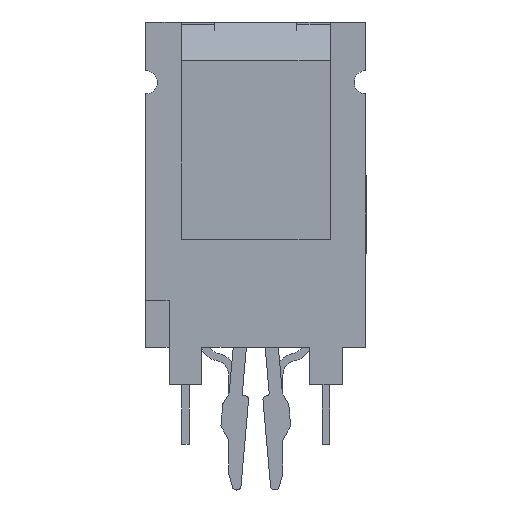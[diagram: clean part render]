
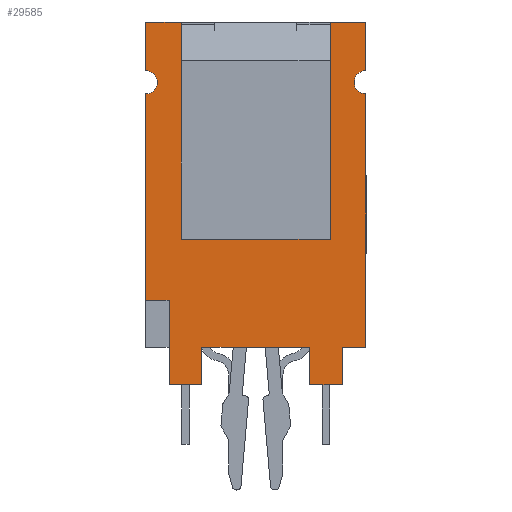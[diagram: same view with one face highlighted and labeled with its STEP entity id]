
A CAD part, left-side view. The second image highlights one B-rep face of the part: STEP entity #29585.
In plain terms, the highlighted planar face has unit normal (-1, 0, 0).
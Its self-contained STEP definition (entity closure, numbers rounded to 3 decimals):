
#13=DIRECTION('',(0.,1.,0.));
#14=VECTOR('',#13,1.);
#15=CARTESIAN_POINT('',(-36.94,3.7,-11.87));
#16=LINE('',#15,#14);
#17=DIRECTION('',(0.,0.,1.));
#18=VECTOR('',#17,8.8);
#19=CARTESIAN_POINT('',(-36.94,4.7,-11.87));
#20=LINE('',#19,#18);
#21=CARTESIAN_POINT('',(-36.94,4.7,-2.57));
#22=DIRECTION('',(-1.,0.,0.));
#23=DIRECTION('',(0.,0.,-1.));
#24=AXIS2_PLACEMENT_3D('',#21,#22,#23);
#26=DIRECTION('',(0.,0.,1.));
#27=VECTOR('',#26,2.07);
#28=CARTESIAN_POINT('',(-36.94,4.7,-2.07));
#29=LINE('',#28,#27);
#30=DIRECTION('',(0.,-1.,0.));
#31=VECTOR('',#30,1.525);
#32=CARTESIAN_POINT('',(-36.94,4.7,0.));
#33=LINE('',#32,#31);
#34=DIRECTION('',(0.,0.,-1.));
#35=VECTOR('',#34,1.24);
#36=CARTESIAN_POINT('',(-36.94,3.175,0.));
#37=LINE('',#36,#35);
#38=DIRECTION('',(0.,0.,-1.));
#39=VECTOR('',#38,8.03);
#40=CARTESIAN_POINT('',(-36.94,3.175,-1.24));
#41=LINE('',#40,#39);
#42=DIRECTION('',(0.,-1.,0.));
#43=VECTOR('',#42,6.35);
#44=CARTESIAN_POINT('',(-36.94,3.175,-9.27));
#45=LINE('',#44,#43);
#46=DIRECTION('',(0.,0.,1.));
#47=VECTOR('',#46,8.03);
#48=CARTESIAN_POINT('',(-36.94,-3.175,-9.27));
#49=LINE('',#48,#47);
#50=DIRECTION('',(0.,0.,1.));
#51=VECTOR('',#50,1.24);
#52=CARTESIAN_POINT('',(-36.94,-3.175,-1.24));
#53=LINE('',#52,#51);
#54=DIRECTION('',(0.,-1.,0.));
#55=VECTOR('',#54,1.525);
#56=CARTESIAN_POINT('',(-36.94,-3.175,0.));
#57=LINE('',#56,#55);
#58=DIRECTION('',(0.,0.,-1.));
#59=VECTOR('',#58,2.07);
#60=CARTESIAN_POINT('',(-36.94,-4.7,0.));
#61=LINE('',#60,#59);
#62=CARTESIAN_POINT('',(-36.94,-4.7,-2.57));
#63=DIRECTION('',(-1.,0.,0.));
#64=DIRECTION('',(0.,0.,1.));
#65=AXIS2_PLACEMENT_3D('',#62,#63,#64);
#67=DIRECTION('',(0.,0.,-1.));
#68=VECTOR('',#67,10.8);
#69=CARTESIAN_POINT('',(-36.94,-4.7,-3.07));
#70=LINE('',#69,#68);
#71=DIRECTION('',(0.,1.,0.));
#72=VECTOR('',#71,1.);
#73=CARTESIAN_POINT('',(-36.94,-4.7,-13.87));
#74=LINE('',#73,#72);
#75=DIRECTION('',(0.,0.,1.));
#76=VECTOR('',#75,1.6);
#77=CARTESIAN_POINT('',(-36.94,-3.7,-15.47));
#78=LINE('',#77,#76);
#79=DIRECTION('',(0.,1.,0.));
#80=VECTOR('',#79,4.6);
#81=CARTESIAN_POINT('',(-36.94,-2.3,-13.87));
#82=LINE('',#81,#80);
#83=DIRECTION('',(0.,0.,1.));
#84=VECTOR('',#83,1.6);
#85=CARTESIAN_POINT('',(-36.94,2.3,-15.47));
#86=LINE('',#85,#84);
#107=DIRECTION('',(0.,0.,-1.));
#108=VECTOR('',#107,3.6);
#109=CARTESIAN_POINT('',(-36.94,3.7,-11.87));
#110=LINE('',#109,#108);
#21368=DIRECTION('',(0.,1.,0.));
#21369=VECTOR('',#21368,1.4);
#21370=CARTESIAN_POINT('',(-36.94,-3.7,-15.47));
#21371=LINE('',#21370,#21369);
#21388=DIRECTION('',(0.,1.,0.));
#21389=VECTOR('',#21388,1.4);
#21390=CARTESIAN_POINT('',(-36.94,2.3,-15.47));
#21391=LINE('',#21390,#21389);
#21440=DIRECTION('',(0.,0.,1.));
#21441=VECTOR('',#21440,1.6);
#21442=CARTESIAN_POINT('',(-36.94,-2.3,-15.47));
#21443=LINE('',#21442,#21441);
#22523=CARTESIAN_POINT('',(-36.94,-4.7,-3.07));
#22524=CARTESIAN_POINT('',(-36.94,-4.7,-13.87));
#22525=VERTEX_POINT('',#22523);
#22526=VERTEX_POINT('',#22524);
#22531=CARTESIAN_POINT('',(-36.94,4.7,-3.07));
#22532=CARTESIAN_POINT('',(-36.94,4.7,-2.07));
#22533=VERTEX_POINT('',#22531);
#22534=VERTEX_POINT('',#22532);
#22535=CARTESIAN_POINT('',(-36.94,4.7,0.));
#22536=VERTEX_POINT('',#22535);
#22537=CARTESIAN_POINT('',(-36.94,-4.7,0.));
#22538=CARTESIAN_POINT('',(-36.94,-4.7,-2.07));
#22539=VERTEX_POINT('',#22537);
#22540=VERTEX_POINT('',#22538);
#22653=CARTESIAN_POINT('',(-36.94,3.175,-9.27));
#22654=CARTESIAN_POINT('',(-36.94,-3.175,-9.27));
#22655=VERTEX_POINT('',#22653);
#22656=VERTEX_POINT('',#22654);
#22663=CARTESIAN_POINT('',(-36.94,-3.7,-15.47));
#22664=CARTESIAN_POINT('',(-36.94,-2.3,-15.47));
#22665=VERTEX_POINT('',#22663);
#22666=VERTEX_POINT('',#22664);
#22671=CARTESIAN_POINT('',(-36.94,3.7,-15.47));
#22673=VERTEX_POINT('',#22671);
#22677=CARTESIAN_POINT('',(-36.94,2.3,-15.47));
#22678=VERTEX_POINT('',#22677);
#22695=CARTESIAN_POINT('',(-36.94,-2.3,-13.87));
#22697=VERTEX_POINT('',#22695);
#22701=CARTESIAN_POINT('',(-36.94,-3.7,-13.87));
#22702=VERTEX_POINT('',#22701);
#22707=CARTESIAN_POINT('',(-36.94,2.3,-13.87));
#22708=VERTEX_POINT('',#22707);
#29192=CARTESIAN_POINT('',(-36.94,-3.175,-1.24));
#29194=VERTEX_POINT('',#29192);
#29198=CARTESIAN_POINT('',(-36.94,-3.175,0.));
#29199=VERTEX_POINT('',#29198);
#29200=CARTESIAN_POINT('',(-36.94,3.175,0.));
#29201=VERTEX_POINT('',#29200);
#29332=CARTESIAN_POINT('',(-36.94,3.175,-1.24));
#29333=VERTEX_POINT('',#29332);
#29334=CARTESIAN_POINT('',(-36.94,3.7,-11.87));
#29335=CARTESIAN_POINT('',(-36.94,4.7,-11.87));
#29336=VERTEX_POINT('',#29334);
#29337=VERTEX_POINT('',#29335);
#29534=CARTESIAN_POINT('',(-36.94,0.,0.));
#29535=DIRECTION('',(1.,0.,0.));
#29536=DIRECTION('',(0.,0.,-1.));
#29537=AXIS2_PLACEMENT_3D('',#29534,#29535,#29536);
#29538=PLANE('',#29537);
#29540=ORIENTED_EDGE('',*,*,#29539,.T.);
#29542=ORIENTED_EDGE('',*,*,#29541,.T.);
#29544=ORIENTED_EDGE('',*,*,#29543,.T.);
#29546=ORIENTED_EDGE('',*,*,#29545,.T.);
#29548=ORIENTED_EDGE('',*,*,#29547,.T.);
#29550=ORIENTED_EDGE('',*,*,#29549,.T.);
#29552=ORIENTED_EDGE('',*,*,#29551,.T.);
#29554=ORIENTED_EDGE('',*,*,#29553,.T.);
#29556=ORIENTED_EDGE('',*,*,#29555,.T.);
#29558=ORIENTED_EDGE('',*,*,#29557,.T.);
#29560=ORIENTED_EDGE('',*,*,#29559,.T.);
#29562=ORIENTED_EDGE('',*,*,#29561,.T.);
#29564=ORIENTED_EDGE('',*,*,#29563,.T.);
#29566=ORIENTED_EDGE('',*,*,#29565,.T.);
#29568=ORIENTED_EDGE('',*,*,#29567,.T.);
#29570=ORIENTED_EDGE('',*,*,#29569,.F.);
#29572=ORIENTED_EDGE('',*,*,#29571,.T.);
#29574=ORIENTED_EDGE('',*,*,#29573,.T.);
#29576=ORIENTED_EDGE('',*,*,#29575,.T.);
#29578=ORIENTED_EDGE('',*,*,#29577,.F.);
#29580=ORIENTED_EDGE('',*,*,#29579,.T.);
#29582=ORIENTED_EDGE('',*,*,#29581,.F.);
#29583=EDGE_LOOP('',(#29540,#29542,#29544,#29546,#29548,#29550,#29552,#29554,
#29556,#29558,#29560,#29562,#29564,#29566,#29568,#29570,#29572,#29574,#29576,
#29578,#29580,#29582));
#29584=FACE_OUTER_BOUND('',#29583,.F.);
#25=CIRCLE('',#24,0.5);
#66=CIRCLE('',#65,0.5);
#29539=EDGE_CURVE('',#29336,#29337,#16,.T.);
#29541=EDGE_CURVE('',#29337,#22533,#20,.T.);
#29543=EDGE_CURVE('',#22533,#22534,#25,.T.);
#29545=EDGE_CURVE('',#22534,#22536,#29,.T.);
#29547=EDGE_CURVE('',#22536,#29201,#33,.T.);
#29549=EDGE_CURVE('',#29201,#29333,#37,.T.);
#29551=EDGE_CURVE('',#29333,#22655,#41,.T.);
#29553=EDGE_CURVE('',#22655,#22656,#45,.T.);
#29555=EDGE_CURVE('',#22656,#29194,#49,.T.);
#29557=EDGE_CURVE('',#29194,#29199,#53,.T.);
#29559=EDGE_CURVE('',#29199,#22539,#57,.T.);
#29561=EDGE_CURVE('',#22539,#22540,#61,.T.);
#29563=EDGE_CURVE('',#22540,#22525,#66,.T.);
#29565=EDGE_CURVE('',#22525,#22526,#70,.T.);
#29567=EDGE_CURVE('',#22526,#22702,#74,.T.);
#29569=EDGE_CURVE('',#22665,#22702,#78,.T.);
#29571=EDGE_CURVE('',#22665,#22666,#21371,.T.);
#29573=EDGE_CURVE('',#22666,#22697,#21443,.T.);
#29575=EDGE_CURVE('',#22697,#22708,#82,.T.);
#29577=EDGE_CURVE('',#22678,#22708,#86,.T.);
#29579=EDGE_CURVE('',#22678,#22673,#21391,.T.);
#29581=EDGE_CURVE('',#29336,#22673,#110,.T.);
#29585=ADVANCED_FACE('',(#29584),#29538,.F.);
